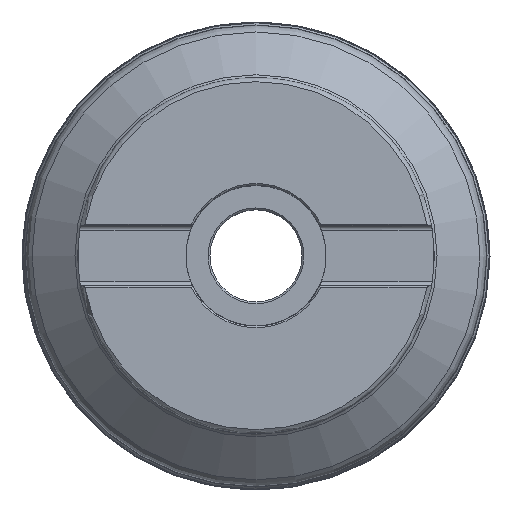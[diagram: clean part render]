
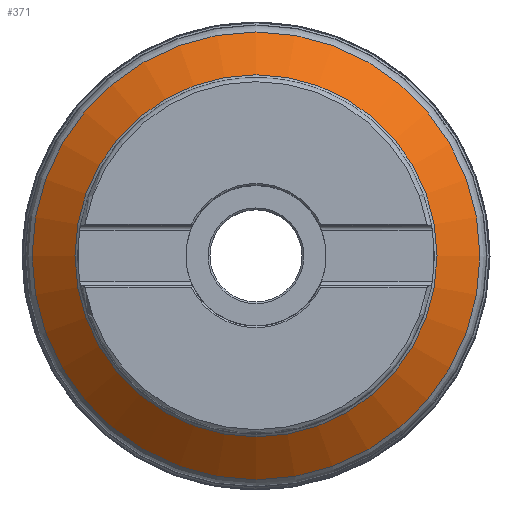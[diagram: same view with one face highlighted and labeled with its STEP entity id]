
A CAD part, top view. The second image highlights one B-rep face of the part: STEP entity #371.
In plain terms, the highlighted conical face has half-angle 50 degrees and reference radius 47.35 mm.
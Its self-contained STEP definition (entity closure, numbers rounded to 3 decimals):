
#172=FACE_BOUND('',#486,.T.);
#173=FACE_BOUND('',#487,.T.);
#278=CONICAL_SURFACE('',#1224,47.35,50.);
#371=ADVANCED_FACE('',(#172,#173),#278,.T.);
#486=EDGE_LOOP('',(#726));
#487=EDGE_LOOP('',(#727));
#617=CIRCLE('',#1222,49.136);
#618=CIRCLE('',#1223,60.78);
#726=ORIENTED_EDGE('',*,*,#1051,.T.);
#727=ORIENTED_EDGE('',*,*,#1052,.T.);
#944=VERTEX_POINT('',#2079);
#945=VERTEX_POINT('',#2081);
#1051=EDGE_CURVE('',#944,#944,#617,.T.);
#1052=EDGE_CURVE('',#945,#945,#618,.T.);
#1222=AXIS2_PLACEMENT_3D('',#2078,#1386,#1387);
#1223=AXIS2_PLACEMENT_3D('',#2080,#1388,#1389);
#1224=AXIS2_PLACEMENT_3D('',#2082,#1390,#1391);
#1386=DIRECTION('',(0.,0.,-1.));
#1387=DIRECTION('',(0.,1.,0.));
#1388=DIRECTION('',(0.,0.,1.));
#1389=DIRECTION('',(0.,-1.,0.));
#1390=DIRECTION('',(0.,0.,-1.));
#1391=DIRECTION('',(0.,1.,0.));
#2078=CARTESIAN_POINT('',(0.,0.,32.03));
#2079=CARTESIAN_POINT('',(0.,49.136,32.03));
#2080=CARTESIAN_POINT('',(0.,0.,22.259));
#2081=CARTESIAN_POINT('',(0.,-60.78,22.259));
#2082=CARTESIAN_POINT('',(0.,0.,33.529));
